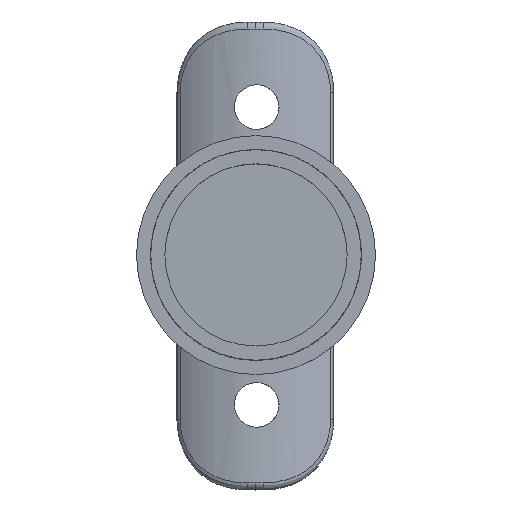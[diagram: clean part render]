
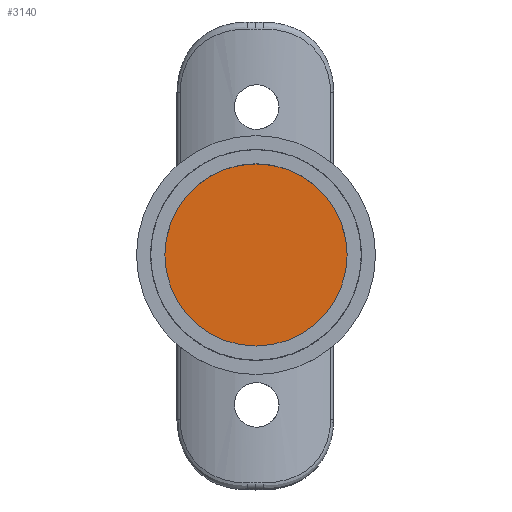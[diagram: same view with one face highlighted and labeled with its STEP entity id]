
A CAD part, top view. The second image highlights one B-rep face of the part: STEP entity #3140.
In plain terms, the highlighted planar face has unit normal (0, 0, 1).
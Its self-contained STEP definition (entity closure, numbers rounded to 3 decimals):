
#86 = CIRCLE ( 'NONE', #15213, 12.85 ) ;
#362 = FACE_OUTER_BOUND ( 'NONE', #18219, .T. ) ;
#1664 = DIRECTION ( 'NONE',  ( -1., 0., 0. ) ) ;
#3140 = ADVANCED_FACE ( 'NONE', ( #362 ), #12807, .T. ) ;
#4018 = CARTESIAN_POINT ( 'NONE',  ( 0., 0., 13.922 ) ) ;
#4733 = CARTESIAN_POINT ( 'NONE',  ( 0., 0., 13.922 ) ) ;
#5314 = CARTESIAN_POINT ( 'NONE',  ( 12.85, 0., 13.922 ) ) ;
#5861 = ORIENTED_EDGE ( 'NONE', *, *, #6481, .F. ) ;
#6091 = DIRECTION ( 'NONE',  ( 0., 0., 1. ) ) ;
#6481 = EDGE_CURVE ( 'NONE', #10698, #6664, #15933, .T. ) ;
#6664 = VERTEX_POINT ( 'NONE', #16179 ) ;
#8248 = DIRECTION ( 'NONE',  ( -1., 0., 0. ) ) ;
#9238 = AXIS2_PLACEMENT_3D ( 'NONE', #4018, #6091, #13105 ) ;
#10698 = VERTEX_POINT ( 'NONE', #5314 ) ;
#11235 = CARTESIAN_POINT ( 'NONE',  ( 0., 0., 13.922 ) ) ;
#11811 = ORIENTED_EDGE ( 'NONE', *, *, #12670, .F. ) ;
#12670 = EDGE_CURVE ( 'NONE', #6664, #10698, #86, .T. ) ;
#12807 = PLANE ( 'NONE',  #9238 ) ;
#13105 = DIRECTION ( 'NONE',  ( 1., 0., 0. ) ) ;
#15213 = AXIS2_PLACEMENT_3D ( 'NONE', #4733, #16378, #1664 ) ;
#15933 = CIRCLE ( 'NONE', #18712, 12.85 ) ;
#16179 = CARTESIAN_POINT ( 'NONE',  ( -12.85, 0., 13.922 ) ) ;
#16378 = DIRECTION ( 'NONE',  ( 0., 0., -1. ) ) ;
#17358 = DIRECTION ( 'NONE',  ( 0., 0., -1. ) ) ;
#18219 = EDGE_LOOP ( 'NONE', ( #11811, #5861 ) ) ;
#18712 = AXIS2_PLACEMENT_3D ( 'NONE', #11235, #17358, #8248 ) ;
